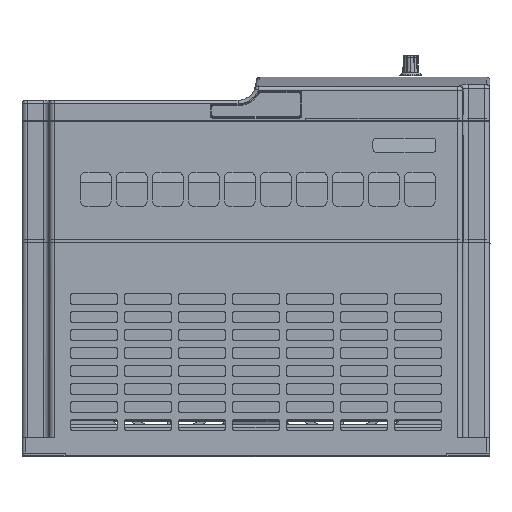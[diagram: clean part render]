
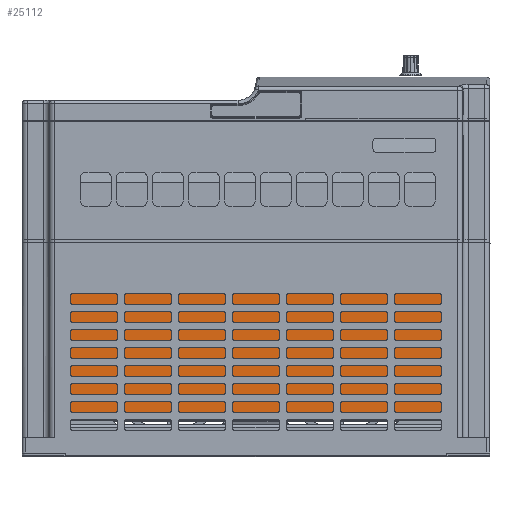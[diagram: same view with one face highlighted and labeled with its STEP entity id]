
A CAD part, top view. The second image highlights one B-rep face of the part: STEP entity #25112.
In plain terms, the highlighted planar face has unit normal (0, 0, 1).
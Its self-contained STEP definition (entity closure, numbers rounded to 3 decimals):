
#3320 = CARTESIAN_POINT ( 'NONE',  ( 254.3, 19.814, -17.6 ) ) ;
#8969 = ORIENTED_EDGE ( 'NONE', *, *, #100815, .F. ) ;
#12876 = LINE ( 'NONE', #3320, #49241 ) ;
#25112 = ADVANCED_FACE ( 'NONE', ( #73471 ), #84992, .F. ) ;
#34059 = DIRECTION ( 'NONE',  ( 0., 1., 0. ) ) ;
#39224 = CARTESIAN_POINT ( 'NONE',  ( 248., 89.997, -17.6 ) ) ;
#40707 = DIRECTION ( 'NONE',  ( 0., 0., -1. ) ) ;
#42903 = ORIENTED_EDGE ( 'NONE', *, *, #98675, .F. ) ;
#49241 = VECTOR ( 'NONE', #54470, 1000. ) ;
#52279 = DIRECTION ( 'NONE',  ( 0., -1., 0. ) ) ;
#53613 = VERTEX_POINT ( 'NONE', #39224 ) ;
#54470 = DIRECTION ( 'NONE',  ( -1., 0., 0. ) ) ;
#55533 = DIRECTION ( 'NONE',  ( 0., -1., 0. ) ) ;
#55554 = ORIENTED_EDGE ( 'NONE', *, *, #90932, .F. ) ;
#56527 = CARTESIAN_POINT ( 'NONE',  ( 12., 9.33, -17.6 ) ) ;
#57426 = DIRECTION ( 'NONE',  ( 1., 0., 0. ) ) ;
#59133 = VECTOR ( 'NONE', #57426, 1000. ) ;
#62937 = VECTOR ( 'NONE', #34059, 1000. ) ;
#63896 = CARTESIAN_POINT ( 'NONE',  ( 0., 0., -17.6 ) ) ;
#65125 = CARTESIAN_POINT ( 'NONE',  ( 248., 120.684, -17.6 ) ) ;
#73471 = FACE_OUTER_BOUND ( 'NONE', #98403, .T. ) ;
#77787 = CARTESIAN_POINT ( 'NONE',  ( 12., 19.814, -17.6 ) ) ;
#84992 = PLANE ( 'NONE',  #118646 ) ;
#86126 = CARTESIAN_POINT ( 'NONE',  ( 254.3, 89.997, -17.6 ) ) ;
#86190 = ORIENTED_EDGE ( 'NONE', *, *, #133634, .F. ) ;
#90932 = EDGE_CURVE ( 'NONE', #108318, #53613, #118170, .T. ) ;
#98403 = EDGE_LOOP ( 'NONE', ( #42903, #55554, #86190, #8969 ) ) ;
#98675 = EDGE_CURVE ( 'NONE', #53613, #105373, #108700, .T. ) ;
#99991 = CARTESIAN_POINT ( 'NONE',  ( 12., 89.997, -17.6 ) ) ;
#100815 = EDGE_CURVE ( 'NONE', #105373, #106816, #12876, .T. ) ;
#105373 = VERTEX_POINT ( 'NONE', #112588 ) ;
#106816 = VERTEX_POINT ( 'NONE', #77787 ) ;
#108318 = VERTEX_POINT ( 'NONE', #99991 ) ;
#108700 = LINE ( 'NONE', #65125, #129668 ) ;
#112588 = CARTESIAN_POINT ( 'NONE',  ( 248., 19.814, -17.6 ) ) ;
#118170 = LINE ( 'NONE', #86126, #59133 ) ;
#118646 = AXIS2_PLACEMENT_3D ( 'NONE', #63896, #40707, #52279 ) ;
#126799 = LINE ( 'NONE', #56527, #62937 ) ;
#129668 = VECTOR ( 'NONE', #55533, 1000. ) ;
#133634 = EDGE_CURVE ( 'NONE', #106816, #108318, #126799, .T. ) ;
